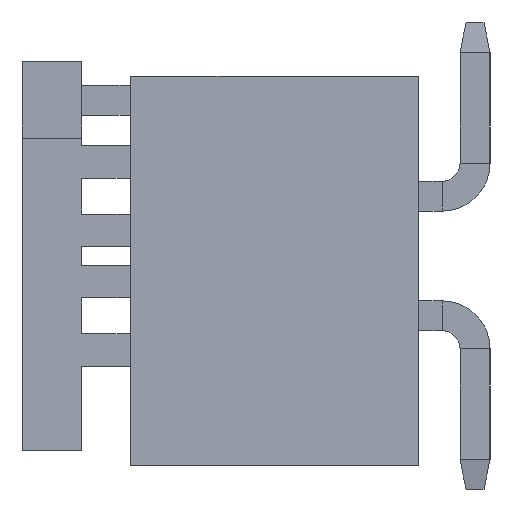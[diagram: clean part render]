
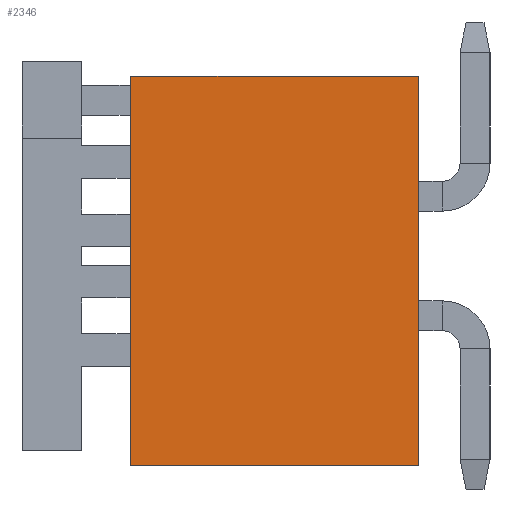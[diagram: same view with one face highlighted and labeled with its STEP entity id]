
A CAD part, left-side view. The second image highlights one B-rep face of the part: STEP entity #2346.
In plain terms, the highlighted planar face has unit normal (-1, 0, 0).
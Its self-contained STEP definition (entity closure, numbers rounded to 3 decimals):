
#2259=CARTESIAN_POINT('',(-8.085,-2.4,2.999));
#2260=VERTEX_POINT('',#2259);
#2270=CARTESIAN_POINT('',(-8.085,-2.4,-3.5));
#2271=VERTEX_POINT('',#2270);
#2272=CARTESIAN_POINT('',(-8.085,-2.4,2.999));
#2273=CARTESIAN_POINT('',(-8.085,-2.4,1.699));
#2274=CARTESIAN_POINT('',(-8.085,-2.4,0.399));
#2275=CARTESIAN_POINT('',(-8.085,-2.4,-0.9));
#2276=CARTESIAN_POINT('',(-8.085,-2.4,-2.2));
#2277=CARTESIAN_POINT('',(-8.085,-2.4,-3.5));
#2278=B_SPLINE_CURVE_WITH_KNOTS('',5,(#2272,#2273,#2274,#2275,#2276,#2277),.UNSPECIFIED.,.F.,.U.,(6,6),(0.,6.5),.UNSPECIFIED.);
#2279=EDGE_CURVE('',#2260,#2271,#2278,.T.);
#2310=CARTESIAN_POINT('',(-8.085,-0.001,-0.251));
#2311=DIRECTION('',(0.,0.,1.));
#2312=DIRECTION('',(-1.,0.,0.));
#2313=AXIS2_PLACEMENT_3D('',#2310,#2312,#2311);
#2314=PLANE('',#2313);
#2315=CARTESIAN_POINT('',(-8.085,2.399,2.999));
#2316=VERTEX_POINT('',#2315);
#2317=CARTESIAN_POINT('',(-8.085,-2.4,2.999));
#2318=CARTESIAN_POINT('',(-8.085,-1.44,2.999));
#2319=CARTESIAN_POINT('',(-8.085,-0.48,2.999));
#2320=CARTESIAN_POINT('',(-8.085,0.479,2.999));
#2321=CARTESIAN_POINT('',(-8.085,1.439,2.999));
#2322=CARTESIAN_POINT('',(-8.085,2.399,2.999));
#2323=B_SPLINE_CURVE_WITH_KNOTS('',5,(#2317,#2318,#2319,#2320,#2321,#2322),.UNSPECIFIED.,.F.,.U.,(6,6),(0.,4.8),.UNSPECIFIED.);
#2324=EDGE_CURVE('',#2260,#2316,#2323,.T.);
#2325=ORIENTED_EDGE('',*,*,#2324,.T.);
#2326=CARTESIAN_POINT('',(-8.085,2.399,-3.5));
#2327=VERTEX_POINT('',#2326);
#2328=CARTESIAN_POINT('',(-8.085,2.399,2.999));
#2329=DIRECTION('',(0.,0.,-1.));
#2330=VECTOR('',#2329,6.5);
#2331=LINE('',#2328,#2330);
#2332=EDGE_CURVE('',#2316,#2327,#2331,.T.);
#2333=ORIENTED_EDGE('',*,*,#2332,.T.);
#2334=CARTESIAN_POINT('',(-8.085,2.399,-3.5));
#2335=CARTESIAN_POINT('',(-8.085,1.439,-3.5));
#2336=CARTESIAN_POINT('',(-8.085,0.479,-3.5));
#2337=CARTESIAN_POINT('',(-8.085,-0.48,-3.5));
#2338=CARTESIAN_POINT('',(-8.085,-1.44,-3.5));
#2339=CARTESIAN_POINT('',(-8.085,-2.4,-3.5));
#2340=B_SPLINE_CURVE_WITH_KNOTS('',5,(#2334,#2335,#2336,#2337,#2338,#2339),.UNSPECIFIED.,.F.,.U.,(6,6),(0.,4.8),.UNSPECIFIED.);
#2341=EDGE_CURVE('',#2327,#2271,#2340,.T.);
#2342=ORIENTED_EDGE('',*,*,#2341,.T.);
#2343=ORIENTED_EDGE('',*,*,#2279,.F.);
#2344=EDGE_LOOP('',(#2325,#2333,#2342,#2343));
#2345=FACE_OUTER_BOUND('',#2344,.T.);
#2346=ADVANCED_FACE('',(#2345),#2314,.T.);
